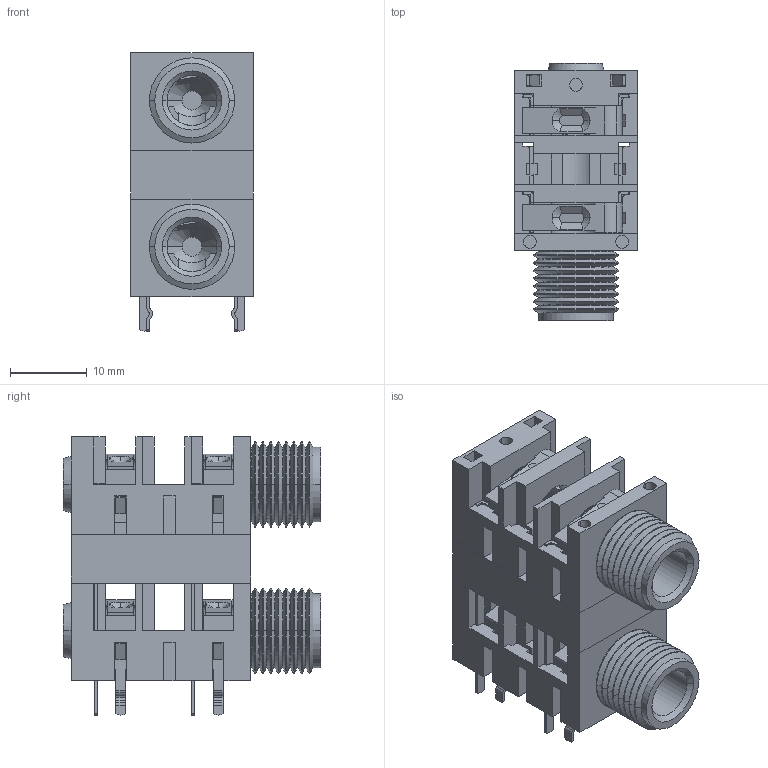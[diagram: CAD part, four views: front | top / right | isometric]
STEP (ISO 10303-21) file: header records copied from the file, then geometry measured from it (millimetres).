
FILE_DESCRIPTION((' '),'2;1');
FILE_NAME( 'ACJM-MHD.stp', '2022-09-01T08:09:48', (' '), ('--- Datakit www.datakit.com---'), ' Datakit CrossCadWare V2022.3 Jun 15 2022', 'DATAKIT 2022 (c)', ' ');
FILE_SCHEMA(('AP242_MANAGED_MODEL_BASED_3D_ENGINEERING_MIM_LF { 1 0 10303 442 1 1 4 }'));
Length unit declared in the file: millimetre
Products named in the file (1): ACJM-MHD
Bounding box: 16 x 33.5 x 36.25 mm (x, y, z)
Volume: 7358.8 mm3; surface area: 11945.5 mm2
Topology: 15 solids, 15 shells, 1268 faces, 3421 edges, 2202 vertices
Faces by surface type: plane 845, cylinder 286, cone 114, bspline 23
Entity records: 40886 total; most frequent: CARTESIAN_POINT 7177, ORIENTED_EDGE 6842, DIRECTION 6553, EDGE_CURVE 3421, VECTOR 2693, LINE 2693, VERTEX_POINT 2202, AXIS2_PLACEMENT_3D 1930
